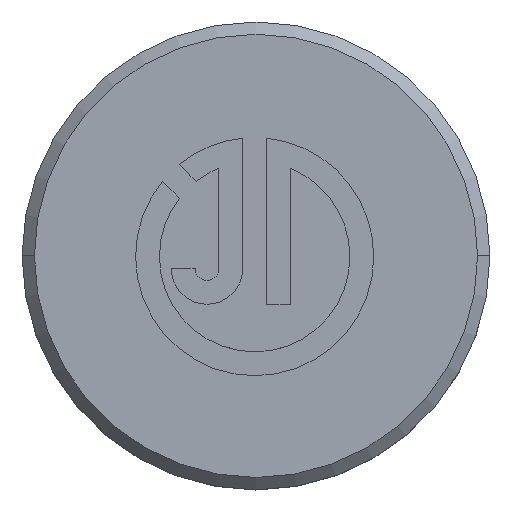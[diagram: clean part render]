
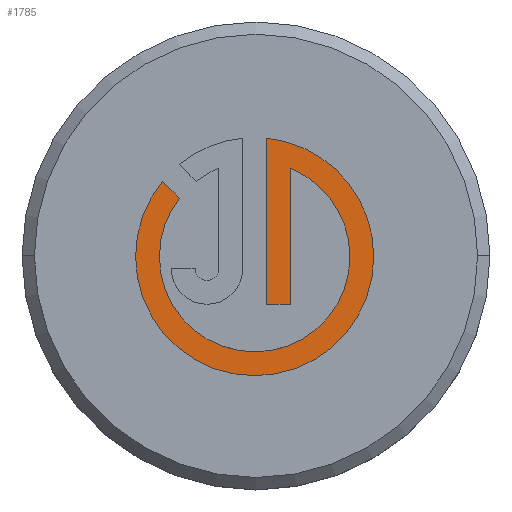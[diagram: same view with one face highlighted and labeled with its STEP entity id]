
A CAD part, top view. The second image highlights one B-rep face of the part: STEP entity #1785.
In plain terms, the highlighted planar face has unit normal (0, 0, 1).
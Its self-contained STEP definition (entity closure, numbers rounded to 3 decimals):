
#17 = DIRECTION ( 'NONE',  ( 0., 0., -1. ) ) ;
#35 = DIRECTION ( 'NONE',  ( 1., 0., 0. ) ) ;
#44 = ORIENTED_EDGE ( 'NONE', *, *, #1881, .T. ) ;
#48 = ORIENTED_EDGE ( 'NONE', *, *, #792, .T. ) ;
#52 = DIRECTION ( 'NONE',  ( 0., 1., 0. ) ) ;
#130 = VERTEX_POINT ( 'NONE', #1866 ) ;
#133 = EDGE_LOOP ( 'NONE', ( #796, #48, #2001, #687, #1775, #1537, #1662, #1733, #44, #740 ) ) ;
#226 = LINE ( 'NONE', #1558, #609 ) ;
#273 = CARTESIAN_POINT ( 'NONE',  ( 0.429, -1.963, 79.9 ) ) ;
#279 = CARTESIAN_POINT ( 'NONE',  ( 3.815, -0.029, 79.9 ) ) ;
#285 = CARTESIAN_POINT ( 'NONE',  ( -3.11, 2.343, 79.9 ) ) ;
#388 = DIRECTION ( 'NONE',  ( 0., 0., 1. ) ) ;
#403 = VERTEX_POINT ( 'NONE', #1724 ) ;
#419 = DIRECTION ( 'NONE',  ( 0., -1., 0. ) ) ;
#421 = AXIS2_PLACEMENT_3D ( 'NONE', #993, #17, #1151 ) ;
#444 = LINE ( 'NONE', #669, #1691 ) ;
#465 = AXIS2_PLACEMENT_3D ( 'NONE', #1362, #388, #1530 ) ;
#496 = DIRECTION ( 'NONE',  ( 0., 0., 1. ) ) ;
#539 = FACE_OUTER_BOUND ( 'NONE', #133, .T. ) ;
#581 = CIRCLE ( 'NONE', #1286, 4.836 ) ;
#605 = LINE ( 'NONE', #1023, #1473 ) ;
#609 = VECTOR ( 'NONE', #419, 1000. ) ;
#628 = EDGE_CURVE ( 'NONE', #1653, #130, #605, .T. ) ;
#669 = CARTESIAN_POINT ( 'NONE',  ( 0., -1.963, 79.9 ) ) ;
#671 = VERTEX_POINT ( 'NONE', #1519 ) ;
#679 = EDGE_CURVE ( 'NONE', #1487, #1559, #1425, .T. ) ;
#687 = ORIENTED_EDGE ( 'NONE', *, *, #1941, .T. ) ;
#740 = ORIENTED_EDGE ( 'NONE', *, *, #628, .T. ) ;
#745 = DIRECTION ( 'NONE',  ( 0., 0., -1. ) ) ;
#750 = CARTESIAN_POINT ( 'NONE',  ( -3.799, 3.032, 79.9 ) ) ;
#792 = EDGE_CURVE ( 'NONE', #1576, #671, #916, .T. ) ;
#796 = ORIENTED_EDGE ( 'NONE', *, *, #1424, .T. ) ;
#847 = VERTEX_POINT ( 'NONE', #273 ) ;
#874 = VERTEX_POINT ( 'NONE', #285 ) ;
#876 = CARTESIAN_POINT ( 'NONE',  ( -0.054, -0.029, 79.9 ) ) ;
#885 = CARTESIAN_POINT ( 'NONE',  ( -0.054, -0.029, 79.9 ) ) ;
#902 = CARTESIAN_POINT ( 'NONE',  ( -3.11, 2.343, 79.9 ) ) ;
#916 = CIRCLE ( 'NONE', #1452, 3.869 ) ;
#917 = AXIS2_PLACEMENT_3D ( 'NONE', #876, #2032, #1049 ) ;
#947 = EDGE_CURVE ( 'NONE', #671, #874, #1526, .T. ) ;
#993 = CARTESIAN_POINT ( 'NONE',  ( -0.054, -0.029, 79.9 ) ) ;
#1006 = DIRECTION ( 'NONE',  ( 0., 0., 1. ) ) ;
#1023 = CARTESIAN_POINT ( 'NONE',  ( 1.397, 0., 79.9 ) ) ;
#1024 = AXIS2_PLACEMENT_3D ( 'NONE', #885, #2037, #1059 ) ;
#1049 = DIRECTION ( 'NONE',  ( 1., 0., 0. ) ) ;
#1059 = DIRECTION ( 'NONE',  ( -1., 0., 0. ) ) ;
#1139 = CIRCLE ( 'NONE', #1024, 3.869 ) ;
#1151 = DIRECTION ( 'NONE',  ( -1., 0., 0. ) ) ;
#1155 = AXIS2_PLACEMENT_3D ( 'NONE', #1813, #496, #1644 ) ;
#1196 = VECTOR ( 'NONE', #2054, 1000. ) ;
#1254 = EDGE_CURVE ( 'NONE', #1559, #403, #581, .T. ) ;
#1286 = AXIS2_PLACEMENT_3D ( 'NONE', #1994, #1006, #35 ) ;
#1296 = VERTEX_POINT ( 'NONE', #1349 ) ;
#1329 = DIRECTION ( 'NONE',  ( 1., 0., 0. ) ) ;
#1349 = CARTESIAN_POINT ( 'NONE',  ( 0.429, 4.783, 79.9 ) ) ;
#1362 = CARTESIAN_POINT ( 'NONE',  ( -0.054, -0.029, 79.9 ) ) ;
#1394 = EDGE_CURVE ( 'NONE', #403, #1296, #2072, .T. ) ;
#1424 = EDGE_CURVE ( 'NONE', #130, #1576, #1139, .T. ) ;
#1425 = CIRCLE ( 'NONE', #465, 4.836 ) ;
#1452 = AXIS2_PLACEMENT_3D ( 'NONE', #1731, #745, #1901 ) ;
#1458 = EDGE_CURVE ( 'NONE', #1296, #847, #226, .T. ) ;
#1473 = VECTOR ( 'NONE', #52, 1000. ) ;
#1478 = PLANE ( 'NONE',  #1155 ) ;
#1487 = VERTEX_POINT ( 'NONE', #750 ) ;
#1519 = CARTESIAN_POINT ( 'NONE',  ( -3.923, -0.029, 79.9 ) ) ;
#1526 = CIRCLE ( 'NONE', #421, 3.869 ) ;
#1530 = DIRECTION ( 'NONE',  ( 1., 0., 0. ) ) ;
#1537 = ORIENTED_EDGE ( 'NONE', *, *, #1254, .T. ) ;
#1558 = CARTESIAN_POINT ( 'NONE',  ( 0.429, 0., 79.9 ) ) ;
#1559 = VERTEX_POINT ( 'NONE', #1913 ) ;
#1576 = VERTEX_POINT ( 'NONE', #279 ) ;
#1644 = DIRECTION ( 'NONE',  ( 1., 0., 0. ) ) ;
#1653 = VERTEX_POINT ( 'NONE', #2099 ) ;
#1662 = ORIENTED_EDGE ( 'NONE', *, *, #1394, .T. ) ;
#1691 = VECTOR ( 'NONE', #1329, 1000. ) ;
#1724 = CARTESIAN_POINT ( 'NONE',  ( 4.782, -0.029, 79.9 ) ) ;
#1731 = CARTESIAN_POINT ( 'NONE',  ( -0.054, -0.029, 79.9 ) ) ;
#1733 = ORIENTED_EDGE ( 'NONE', *, *, #1458, .T. ) ;
#1775 = ORIENTED_EDGE ( 'NONE', *, *, #679, .T. ) ;
#1785 = ADVANCED_FACE ( 'NONE', ( #539 ), #1478, .T. ) ;
#1813 = CARTESIAN_POINT ( 'NONE',  ( 0., 0., 79.9 ) ) ;
#1866 = CARTESIAN_POINT ( 'NONE',  ( 1.397, 3.558, 79.9 ) ) ;
#1881 = EDGE_CURVE ( 'NONE', #847, #1653, #444, .T. ) ;
#1901 = DIRECTION ( 'NONE',  ( -1., 0., 0. ) ) ;
#1913 = CARTESIAN_POINT ( 'NONE',  ( -4.89, -0.029, 79.9 ) ) ;
#1941 = EDGE_CURVE ( 'NONE', #874, #1487, #2028, .T. ) ;
#1994 = CARTESIAN_POINT ( 'NONE',  ( -0.054, -0.029, 79.9 ) ) ;
#2001 = ORIENTED_EDGE ( 'NONE', *, *, #947, .T. ) ;
#2028 = LINE ( 'NONE', #902, #1196 ) ;
#2032 = DIRECTION ( 'NONE',  ( 0., 0., 1. ) ) ;
#2037 = DIRECTION ( 'NONE',  ( 0., 0., -1. ) ) ;
#2054 = DIRECTION ( 'NONE',  ( -0.707, 0.707, 0. ) ) ;
#2072 = CIRCLE ( 'NONE', #917, 4.836 ) ;
#2099 = CARTESIAN_POINT ( 'NONE',  ( 1.397, -1.963, 79.9 ) ) ;
